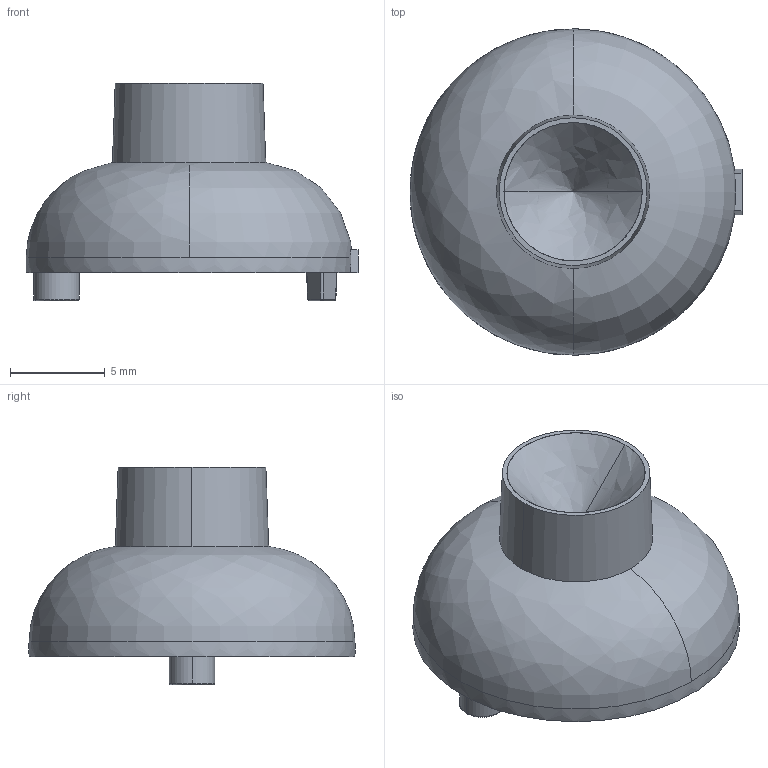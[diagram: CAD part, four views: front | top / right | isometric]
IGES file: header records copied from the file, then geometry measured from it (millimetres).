
Start section:  PTC IGES file: 10267_iss1_250507.igs
Global section: file name: 10267_iss1_250507.igs; native system: Pro/ENGINEER by Parametric Technology Corporation; preprocessor: 2007030; author: DenningtonA; organization: Unknown; date: 20080211.152657; units: millimetre
Bounding box: 17.52 x 17.21 x 11.5 mm (x, y, z)
Surface area: 893.3 mm2 (no closed solid volume)
Topology: 0 solids, 0 shells, 46 faces, 204 edges, 202 vertices
Faces by surface type: revolution 27, bspline 19
